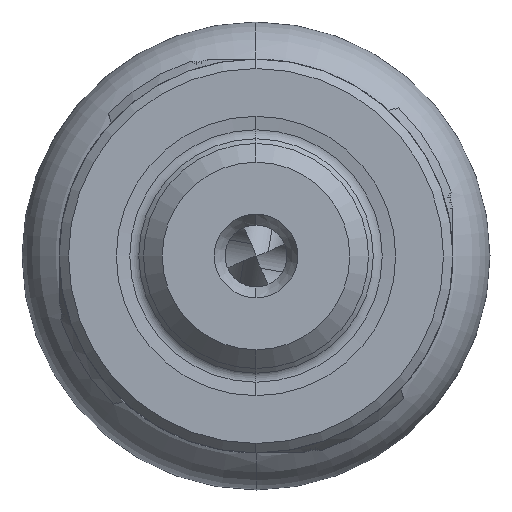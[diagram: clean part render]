
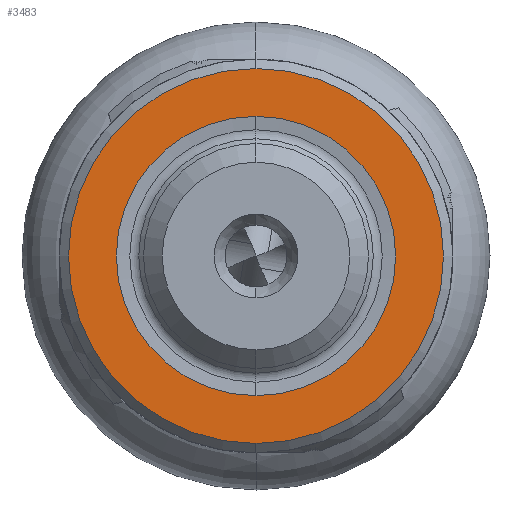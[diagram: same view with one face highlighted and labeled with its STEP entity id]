
A CAD part, left-side view. The second image highlights one B-rep face of the part: STEP entity #3483.
In plain terms, the highlighted planar face has unit normal (-1, 0, 0).
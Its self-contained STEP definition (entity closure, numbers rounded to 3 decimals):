
#40 = DIRECTION ( 'NONE',  ( 0., 0., -1. ) ) ;
#181 = AXIS2_PLACEMENT_3D ( 'NONE', #1051, #560, #4397 ) ;
#302 = EDGE_CURVE ( 'NONE', #1843, #889, #5859, .T. ) ;
#333 = DIRECTION ( 'NONE',  ( 0., 0., 1. ) ) ;
#560 = DIRECTION ( 'NONE',  ( 1., 0., 0. ) ) ;
#660 = DIRECTION ( 'NONE',  ( 1., 0., 0. ) ) ;
#889 = VERTEX_POINT ( 'NONE', #3678 ) ;
#904 = DIRECTION ( 'NONE',  ( 1., 0., 0. ) ) ;
#907 = FACE_OUTER_BOUND ( 'NONE', #5852, .T. ) ;
#974 = DIRECTION ( 'NONE',  ( 1., 0., 0. ) ) ;
#1051 = CARTESIAN_POINT ( 'NONE',  ( -26.893, 0., 0. ) ) ;
#1235 = CIRCLE ( 'NONE', #3417, 10. ) ;
#1237 = ORIENTED_EDGE ( 'NONE', *, *, #302, .T. ) ;
#1279 = PLANE ( 'NONE',  #5530 ) ;
#1434 = CARTESIAN_POINT ( 'NONE',  ( -26.893, 0., 0. ) ) ;
#1774 = ORIENTED_EDGE ( 'NONE', *, *, #4974, .F. ) ;
#1826 = EDGE_LOOP ( 'NONE', ( #5356, #1237 ) ) ;
#1834 = DIRECTION ( 'NONE',  ( 0., 0., -1. ) ) ;
#1843 = VERTEX_POINT ( 'NONE', #5790 ) ;
#2098 = CIRCLE ( 'NONE', #4889, 7.45 ) ;
#2505 = EDGE_CURVE ( 'NONE', #889, #1843, #2098, .T. ) ;
#2921 = AXIS2_PLACEMENT_3D ( 'NONE', #1434, #974, #40 ) ;
#3313 = CARTESIAN_POINT ( 'NONE',  ( -26.893, 0., -10. ) ) ;
#3417 = AXIS2_PLACEMENT_3D ( 'NONE', #4721, #904, #1834 ) ;
#3483 = ADVANCED_FACE ( 'NONE', ( #5365, #907 ), #1279, .T. ) ;
#3624 = CIRCLE ( 'NONE', #2921, 10. ) ;
#3678 = CARTESIAN_POINT ( 'NONE',  ( -26.893, 0., 7.45 ) ) ;
#4049 = DIRECTION ( 'NONE',  ( 0., 0., -1. ) ) ;
#4176 = CARTESIAN_POINT ( 'NONE',  ( -26.893, 0., 10. ) ) ;
#4346 = VERTEX_POINT ( 'NONE', #4176 ) ;
#4397 = DIRECTION ( 'NONE',  ( 0., 0., -1. ) ) ;
#4654 = CARTESIAN_POINT ( 'NONE',  ( -26.893, 10., 0. ) ) ;
#4721 = CARTESIAN_POINT ( 'NONE',  ( -26.893, 0., 0. ) ) ;
#4889 = AXIS2_PLACEMENT_3D ( 'NONE', #4997, #660, #4049 ) ;
#4974 = EDGE_CURVE ( 'NONE', #4346, #6152, #3624, .T. ) ;
#4993 = ORIENTED_EDGE ( 'NONE', *, *, #6091, .F. ) ;
#4997 = CARTESIAN_POINT ( 'NONE',  ( -26.893, 0., 0. ) ) ;
#5356 = ORIENTED_EDGE ( 'NONE', *, *, #2505, .T. ) ;
#5365 = FACE_BOUND ( 'NONE', #1826, .T. ) ;
#5530 = AXIS2_PLACEMENT_3D ( 'NONE', #4654, #5617, #333 ) ;
#5617 = DIRECTION ( 'NONE',  ( -1., 0., 0. ) ) ;
#5790 = CARTESIAN_POINT ( 'NONE',  ( -26.893, 0., -7.45 ) ) ;
#5852 = EDGE_LOOP ( 'NONE', ( #4993, #1774 ) ) ;
#5859 = CIRCLE ( 'NONE', #181, 7.45 ) ;
#6091 = EDGE_CURVE ( 'NONE', #6152, #4346, #1235, .T. ) ;
#6152 = VERTEX_POINT ( 'NONE', #3313 ) ;
